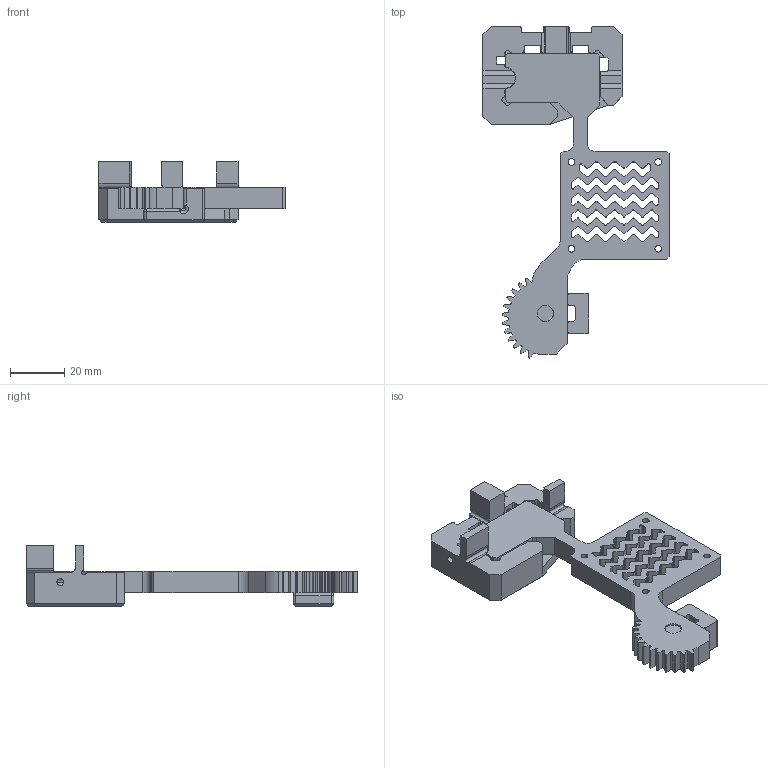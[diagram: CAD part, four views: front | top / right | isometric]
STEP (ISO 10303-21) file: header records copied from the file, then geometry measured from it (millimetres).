
FILE_DESCRIPTION (( 'STEP AP203' ), '1' );
FILE_NAME ('Clamp rightv2.STEP', '2021-07-18T09:44:45', ( '' ), ( '' ), 'SwSTEP 2.0', 'SolidWorks 2020', '' );
FILE_SCHEMA (( 'CONFIG_CONTROL_DESIGN' ));
Length unit declared in the file: millimetre
Products named in the file (1): Clamp rightv2
Bounding box: 68.65 x 122.46 x 22.5 mm (x, y, z)
Volume: 37377.6 mm3; surface area: 21513.1 mm2
Topology: 3 solids, 3 shells, 593 faces, 1690 edges, 1084 vertices
Faces by surface type: cylinder 279, plane 270, cone 24, sphere 9, torus 7, bspline 4
Entity records: 19765 total; most frequent: CARTESIAN_POINT 3850, DIRECTION 3390, ORIENTED_EDGE 3350, EDGE_CURVE 1675, AXIS2_PLACEMENT_3D 1170, VERTEX_POINT 1084, LINE 1050, VECTOR 1050
